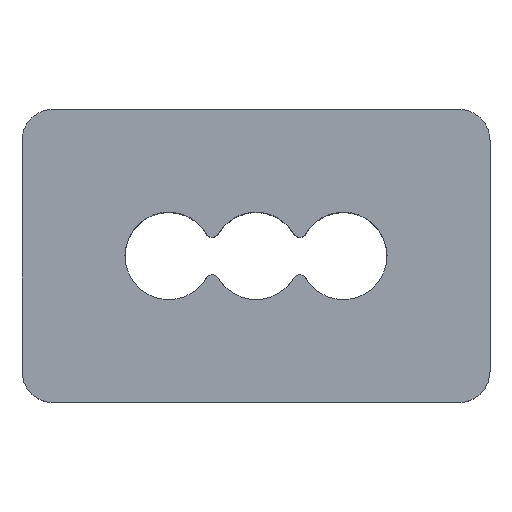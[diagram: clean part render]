
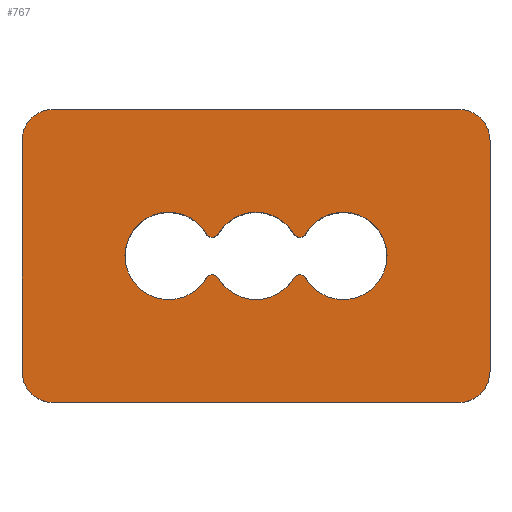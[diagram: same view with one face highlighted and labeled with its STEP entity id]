
A CAD part, top view. The second image highlights one B-rep face of the part: STEP entity #767.
In plain terms, the highlighted planar face has unit normal (0, 0, 1).
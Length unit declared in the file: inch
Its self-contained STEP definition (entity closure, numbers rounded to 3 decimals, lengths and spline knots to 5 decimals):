
#28=FACE_BOUND('',#207,.T.);
#31=PLANE('',#841);
#50=LINE('',#1339,#94);
#51=LINE('',#1343,#95);
#52=LINE('',#1347,#96);
#53=LINE('',#1351,#97);
#94=VECTOR('',#951,0.25591);
#95=VECTOR('',#954,0.14567);
#96=VECTOR('',#957,0.25591);
#97=VECTOR('',#960,0.14567);
#159=FACE_OUTER_BOUND('',#206,.T.);
#206=EDGE_LOOP('',(#544,#545,#546,#547,#548,#549,#550,#551));
#207=EDGE_LOOP('',(#552,#553,#554,#555,#556,#557,#558,#559));
#277=CIRCLE('',#831,0.02756);
#279=CIRCLE('',#834,0.00443);
#282=CIRCLE('',#839,0.02756);
#284=CIRCLE('',#842,0.01969);
#285=CIRCLE('',#843,0.01969);
#286=CIRCLE('',#844,0.01969);
#287=CIRCLE('',#845,0.01969);
#288=CIRCLE('',#846,0.00443);
#289=CIRCLE('',#847,0.02756);
#290=CIRCLE('',#848,0.00443);
#291=CIRCLE('',#849,0.02756);
#292=CIRCLE('',#850,0.00443);
#327=VERTEX_POINT('',#1243);
#328=VERTEX_POINT('',#1245);
#331=VERTEX_POINT('',#1262);
#334=VERTEX_POINT('',#1320);
#337=VERTEX_POINT('',#1337);
#338=VERTEX_POINT('',#1338);
#339=VERTEX_POINT('',#1340);
#340=VERTEX_POINT('',#1342);
#341=VERTEX_POINT('',#1344);
#342=VERTEX_POINT('',#1346);
#343=VERTEX_POINT('',#1348);
#344=VERTEX_POINT('',#1350);
#345=VERTEX_POINT('',#1353);
#346=VERTEX_POINT('',#1355);
#347=VERTEX_POINT('',#1357);
#348=VERTEX_POINT('',#1359);
#404=EDGE_CURVE('',#328,#327,#277,.T.);
#409=EDGE_CURVE('',#331,#327,#279,.T.);
#414=EDGE_CURVE('',#331,#334,#282,.T.);
#417=EDGE_CURVE('',#337,#338,#50,.T.);
#418=EDGE_CURVE('',#339,#338,#284,.T.);
#419=EDGE_CURVE('',#339,#340,#51,.T.);
#420=EDGE_CURVE('',#341,#340,#285,.T.);
#421=EDGE_CURVE('',#341,#342,#52,.T.);
#422=EDGE_CURVE('',#343,#342,#286,.T.);
#423=EDGE_CURVE('',#343,#344,#53,.T.);
#424=EDGE_CURVE('',#337,#344,#287,.T.);
#425=EDGE_CURVE('',#345,#334,#288,.T.);
#426=EDGE_CURVE('',#345,#346,#289,.T.);
#427=EDGE_CURVE('',#347,#346,#290,.T.);
#428=EDGE_CURVE('',#347,#348,#291,.T.);
#429=EDGE_CURVE('',#328,#348,#292,.T.);
#544=ORIENTED_EDGE('',*,*,#417,.T.);
#545=ORIENTED_EDGE('',*,*,#418,.F.);
#546=ORIENTED_EDGE('',*,*,#419,.T.);
#547=ORIENTED_EDGE('',*,*,#420,.F.);
#548=ORIENTED_EDGE('',*,*,#421,.T.);
#549=ORIENTED_EDGE('',*,*,#422,.F.);
#550=ORIENTED_EDGE('',*,*,#423,.T.);
#551=ORIENTED_EDGE('',*,*,#424,.F.);
#552=ORIENTED_EDGE('',*,*,#414,.T.);
#553=ORIENTED_EDGE('',*,*,#425,.F.);
#554=ORIENTED_EDGE('',*,*,#426,.T.);
#555=ORIENTED_EDGE('',*,*,#427,.F.);
#556=ORIENTED_EDGE('',*,*,#428,.T.);
#557=ORIENTED_EDGE('',*,*,#429,.F.);
#558=ORIENTED_EDGE('',*,*,#404,.T.);
#559=ORIENTED_EDGE('',*,*,#409,.F.);
#767=ADVANCED_FACE('',(#159,#28),#31,.T.);
#831=AXIS2_PLACEMENT_3D('',#1246,#926,#927);
#834=AXIS2_PLACEMENT_3D('',#1264,#934,#935);
#839=AXIS2_PLACEMENT_3D('',#1323,#945,#946);
#841=AXIS2_PLACEMENT_3D('',#1336,#949,#950);
#842=AXIS2_PLACEMENT_3D('',#1341,#952,#953);
#843=AXIS2_PLACEMENT_3D('',#1345,#955,#956);
#844=AXIS2_PLACEMENT_3D('',#1349,#958,#959);
#845=AXIS2_PLACEMENT_3D('',#1352,#961,#962);
#846=AXIS2_PLACEMENT_3D('',#1354,#963,#964);
#847=AXIS2_PLACEMENT_3D('',#1356,#965,#966);
#848=AXIS2_PLACEMENT_3D('',#1358,#967,#968);
#849=AXIS2_PLACEMENT_3D('',#1360,#969,#970);
#850=AXIS2_PLACEMENT_3D('',#1361,#971,#972);
#926=DIRECTION('center_axis',(0.,0.,-1.));
#927=DIRECTION('ref_axis',(1.,0.,0.));
#934=DIRECTION('center_axis',(0.,0.,-1.));
#935=DIRECTION('ref_axis',(-1.,0.,0.));
#945=DIRECTION('center_axis',(0.,0.,-1.));
#946=DIRECTION('ref_axis',(1.,0.,0.));
#949=DIRECTION('center_axis',(0.,0.,1.));
#950=DIRECTION('ref_axis',(1.,0.,0.));
#951=DIRECTION('',(1.,0.,0.));
#952=DIRECTION('center_axis',(0.,0.,-1.));
#953=DIRECTION('ref_axis',(-1.,0.,0.));
#954=DIRECTION('',(0.,1.,0.));
#955=DIRECTION('center_axis',(0.,0.,-1.));
#956=DIRECTION('ref_axis',(-1.,0.,0.));
#957=DIRECTION('',(-1.,0.,0.));
#958=DIRECTION('center_axis',(0.,0.,-1.));
#959=DIRECTION('ref_axis',(-1.,0.,0.));
#960=DIRECTION('',(0.,-1.,0.));
#961=DIRECTION('center_axis',(0.,0.,-1.));
#962=DIRECTION('ref_axis',(-1.,0.,0.));
#963=DIRECTION('center_axis',(0.,0.,-1.));
#964=DIRECTION('ref_axis',(-1.,0.,0.));
#965=DIRECTION('center_axis',(0.,0.,-1.));
#966=DIRECTION('ref_axis',(1.,0.,0.));
#967=DIRECTION('center_axis',(0.,0.,-1.));
#968=DIRECTION('ref_axis',(1.,0.,0.));
#969=DIRECTION('center_axis',(0.,0.,-1.));
#970=DIRECTION('ref_axis',(1.,0.,0.));
#971=DIRECTION('center_axis',(0.,0.,-1.));
#972=DIRECTION('ref_axis',(-1.,0.,0.));
#1243=CARTESIAN_POINT('',(-0.02374,-0.01399,0.05906));
#1245=CARTESIAN_POINT('',(0.02374,-0.01399,0.05906));
#1246=CARTESIAN_POINT('Origin',(0.,0.,0.05906));
#1262=CARTESIAN_POINT('',(-0.03137,-0.01399,0.05906));
#1264=CARTESIAN_POINT('Origin',(-0.02756,-0.01624,
0.05906));
#1320=CARTESIAN_POINT('',(-0.03137,0.01399,0.05906));
#1323=CARTESIAN_POINT('Origin',(-0.05512,0.,0.05906));
#1336=CARTESIAN_POINT('Origin',(0.,0.,0.05906));
#1337=CARTESIAN_POINT('',(-0.12795,-0.09252,0.05906));
#1338=CARTESIAN_POINT('',(0.12795,-0.09252,0.05906));
#1339=CARTESIAN_POINT('',(-0.12795,-0.09252,0.05906));
#1340=CARTESIAN_POINT('',(0.14764,-0.07283,0.05906));
#1341=CARTESIAN_POINT('Origin',(0.12795,-0.07283,0.05906));
#1342=CARTESIAN_POINT('',(0.14764,0.07283,0.05906));
#1343=CARTESIAN_POINT('',(0.14764,-0.07283,0.05906));
#1344=CARTESIAN_POINT('',(0.12795,0.09252,0.05906));
#1345=CARTESIAN_POINT('Origin',(0.12795,0.07283,0.05906));
#1346=CARTESIAN_POINT('',(-0.12795,0.09252,0.05906));
#1347=CARTESIAN_POINT('',(0.12795,0.09252,0.05906));
#1348=CARTESIAN_POINT('',(-0.14764,0.07283,0.05906));
#1349=CARTESIAN_POINT('Origin',(-0.12795,0.07283,0.05906));
#1350=CARTESIAN_POINT('',(-0.14764,-0.07283,0.05906));
#1351=CARTESIAN_POINT('',(-0.14764,0.07283,0.05906));
#1352=CARTESIAN_POINT('Origin',(-0.12795,-0.07283,
0.05906));
#1353=CARTESIAN_POINT('',(-0.02374,0.01399,0.05906));
#1354=CARTESIAN_POINT('Origin',(-0.02756,0.01624,0.05906));
#1355=CARTESIAN_POINT('',(0.02374,0.01399,0.05906));
#1356=CARTESIAN_POINT('Origin',(0.,0.,0.05906));
#1357=CARTESIAN_POINT('',(0.03137,0.01399,0.05906));
#1358=CARTESIAN_POINT('Origin',(0.02756,0.01624,0.05906));
#1359=CARTESIAN_POINT('',(0.03137,-0.01399,0.05906));
#1360=CARTESIAN_POINT('Origin',(0.05512,0.,0.05906));
#1361=CARTESIAN_POINT('Origin',(0.02756,-0.01624,0.05906));
